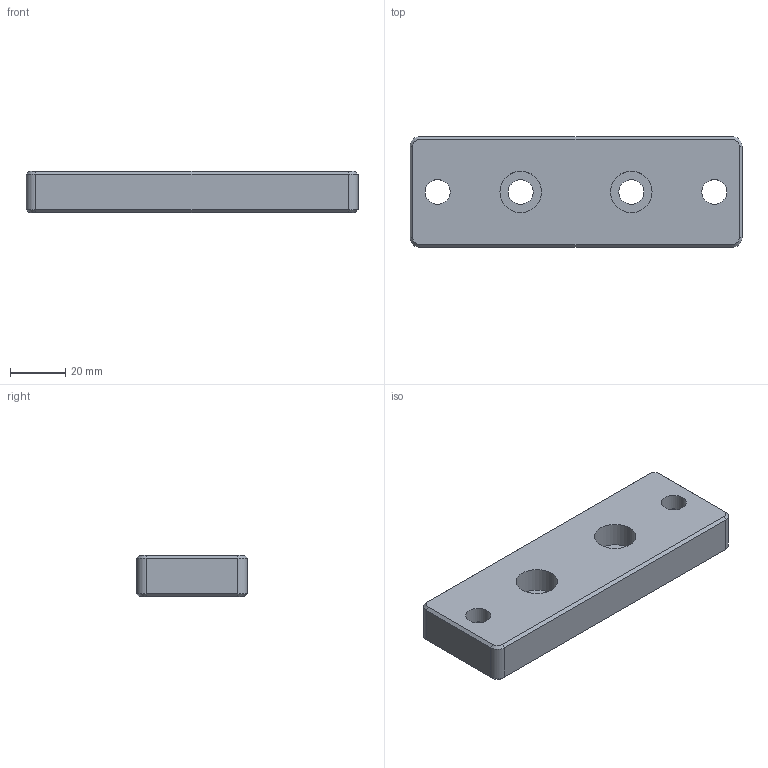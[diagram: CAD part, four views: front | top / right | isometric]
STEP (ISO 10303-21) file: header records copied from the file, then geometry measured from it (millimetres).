
FILE_DESCRIPTION(/* description */ ('Verbindungsplatte 40x120'),/* implementation_level */ '2;1');
FILE_NAME(/* name */ 'SV5006N_A.stp',/* time_stamp */ '2015-11-27T12:20:06+01:00',/* author */ ('Marina Kaa'),/* organization */ (''),/* preprocessor_version */ 'ST-DEVELOPER v15.6',/* originating_system */ 'Autodesk Inventor 2015',/* authorisation */ '');
FILE_SCHEMA (('AUTOMOTIVE_DESIGN { 1 0 10303 214 3 1 1 }'));
Length unit declared in the file: millimetre
Products named in the file (1): SV5006N_A
Bounding box: 120 x 40 x 15 mm (x, y, z)
Volume: 63641.8 mm3; surface area: 15784.5 mm2
Topology: 1 solids, 1 shells, 38 faces, 80 edges, 48 vertices
Faces by surface type: plane 18, cylinder 12, cone 8
Full cylindrical faces by diameter (mm): 9 x4, 15 x4
Entity records: 1008 total; most frequent: DIRECTION 182, CARTESIAN_POINT 159, ORIENTED_EDGE 144, EDGE_CURVE 72, AXIS2_PLACEMENT_3D 71, EDGE_LOOP 58, VERTEX_POINT 48, LINE 40
